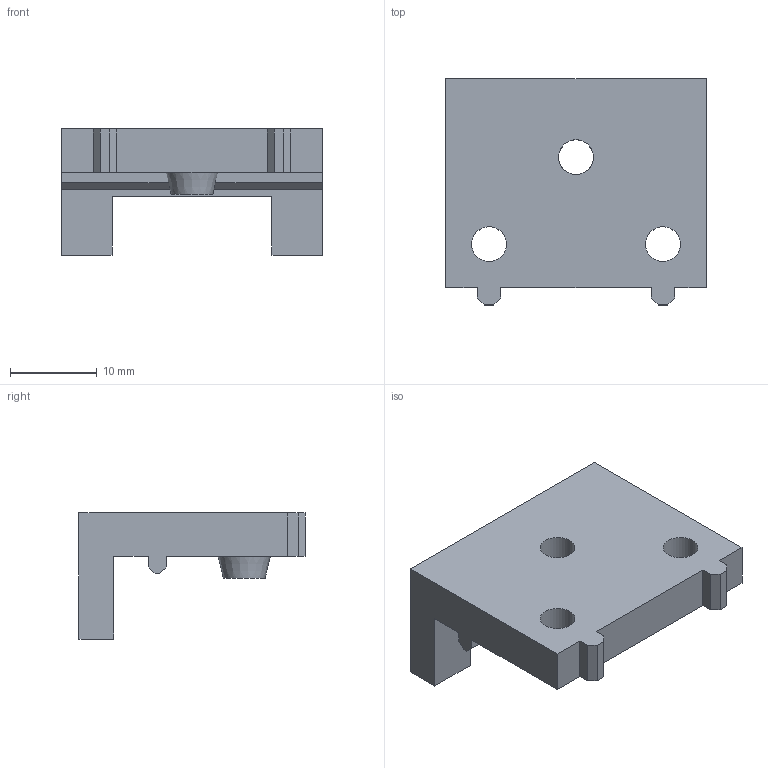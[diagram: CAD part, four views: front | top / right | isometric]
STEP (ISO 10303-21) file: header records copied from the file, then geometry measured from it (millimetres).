
FILE_DESCRIPTION(/* description */ (''),/* implementation_level */ '2;1');
FILE_NAME(/* name */ 'Z-BLOCK_HOLDER_02.step',/* time_stamp */ '2023-01-09T20:31:04+01:00',/* author */ (''),/* organization */ (''),/* preprocessor_version */ 'ST-DEVELOPER v19.2',/* originating_system */ 'Autodesk Translation Framework v11.17.0.187',/* authorisation */ '');
FILE_SCHEMA (('AUTOMOTIVE_DESIGN { 1 0 10303 214 3 1 1 }'));
Length unit declared in the file: millimetre
Products named in the file (1): Z-BLOCK_HOLDER_02_PR
Bounding box: 30 x 26 x 14.5 mm (x, y, z)
Volume: 4255.4 mm3; surface area: 2724.8 mm2
Topology: 1 solids, 1 shells, 40 faces, 114 edges, 76 vertices
Faces by surface type: plane 36, cylinder 3, cone 1
Full cylindrical faces by diameter (mm): 4 x3
Entity records: 1346 total; most frequent: CARTESIAN_POINT 231, ORIENTED_EDGE 228, DIRECTION 212, EDGE_CURVE 114, LINE 98, VECTOR 98, VERTEX_POINT 76, AXIS2_PLACEMENT_3D 57
